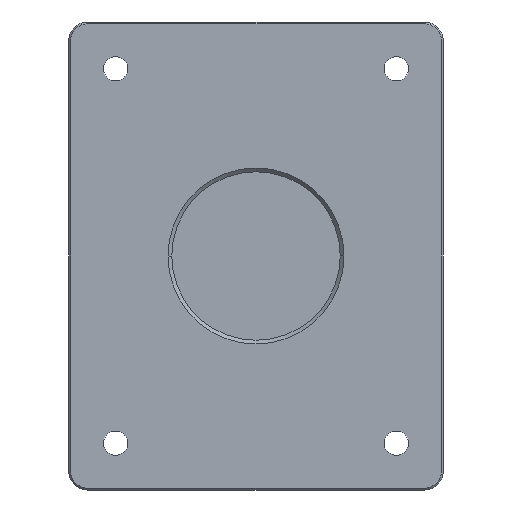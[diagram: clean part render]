
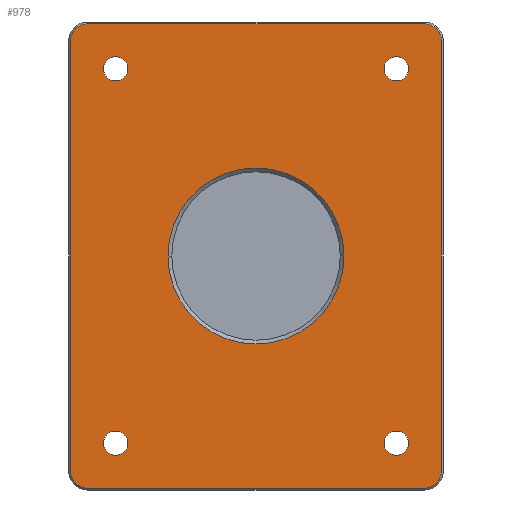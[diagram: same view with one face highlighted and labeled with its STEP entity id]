
A CAD part, front view. The second image highlights one B-rep face of the part: STEP entity #978.
In plain terms, the highlighted planar face has unit normal (0, -1, 0).
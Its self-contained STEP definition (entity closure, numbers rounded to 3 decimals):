
#30=CARTESIAN_POINT('',(-90.,0.,-115.));
#31=DIRECTION('',(0.,1.,0.));
#32=DIRECTION('',(0.,0.,-1.));
#33=AXIS2_PLACEMENT_3D('',#30,#31,#32);
#39=DIRECTION('',(0.,0.,1.));
#40=VECTOR('',#39,230.);
#41=CARTESIAN_POINT('',(-99.,0.,-115.));
#42=LINE('',#41,#40);
#46=CARTESIAN_POINT('',(-90.,0.,115.));
#47=DIRECTION('',(0.,1.,0.));
#48=DIRECTION('',(-1.,0.,0.));
#49=AXIS2_PLACEMENT_3D('',#46,#47,#48);
#54=DIRECTION('',(1.,0.,0.));
#55=VECTOR('',#54,180.);
#56=CARTESIAN_POINT('',(-90.,0.,124.));
#57=LINE('',#56,#55);
#61=CARTESIAN_POINT('',(90.,0.,115.));
#62=DIRECTION('',(0.,1.,0.));
#63=DIRECTION('',(0.,0.,1.));
#64=AXIS2_PLACEMENT_3D('',#61,#62,#63);
#69=DIRECTION('',(0.,0.,-1.));
#70=VECTOR('',#69,230.);
#71=CARTESIAN_POINT('',(99.,0.,115.));
#72=LINE('',#71,#70);
#76=CARTESIAN_POINT('',(90.,0.,-115.));
#77=DIRECTION('',(0.,1.,0.));
#78=DIRECTION('',(1.,0.,0.));
#79=AXIS2_PLACEMENT_3D('',#76,#77,#78);
#84=DIRECTION('',(-1.,0.,0.));
#85=VECTOR('',#84,180.);
#86=CARTESIAN_POINT('',(90.,0.,-124.));
#87=LINE('',#86,#85);
#91=CARTESIAN_POINT('',(-75.,0.,-100.));
#92=DIRECTION('',(0.,-1.,0.));
#93=DIRECTION('',(-1.,0.,0.));
#94=AXIS2_PLACEMENT_3D('',#91,#92,#93);
#99=CARTESIAN_POINT('',(-75.,0.,-100.));
#100=DIRECTION('',(0.,-1.,0.));
#101=DIRECTION('',(1.,0.,0.));
#102=AXIS2_PLACEMENT_3D('',#99,#100,#101);
#107=CARTESIAN_POINT('',(75.,0.,-100.));
#108=DIRECTION('',(0.,-1.,0.));
#109=DIRECTION('',(-1.,0.,0.));
#110=AXIS2_PLACEMENT_3D('',#107,#108,#109);
#115=CARTESIAN_POINT('',(75.,0.,-100.));
#116=DIRECTION('',(0.,-1.,0.));
#117=DIRECTION('',(1.,0.,0.));
#118=AXIS2_PLACEMENT_3D('',#115,#116,#117);
#123=CARTESIAN_POINT('',(75.,0.,100.));
#124=DIRECTION('',(0.,-1.,0.));
#125=DIRECTION('',(-1.,0.,0.));
#126=AXIS2_PLACEMENT_3D('',#123,#124,#125);
#131=CARTESIAN_POINT('',(75.,0.,100.));
#132=DIRECTION('',(0.,-1.,0.));
#133=DIRECTION('',(1.,0.,0.));
#134=AXIS2_PLACEMENT_3D('',#131,#132,#133);
#139=CARTESIAN_POINT('',(-75.,0.,100.));
#140=DIRECTION('',(0.,-1.,0.));
#141=DIRECTION('',(-1.,0.,0.));
#142=AXIS2_PLACEMENT_3D('',#139,#140,#141);
#147=CARTESIAN_POINT('',(-75.,0.,100.));
#148=DIRECTION('',(0.,-1.,0.));
#149=DIRECTION('',(1.,0.,0.));
#150=AXIS2_PLACEMENT_3D('',#147,#148,#149);
#155=CARTESIAN_POINT('',(0.,0.,0.));
#156=DIRECTION('',(0.,-1.,0.));
#157=DIRECTION('',(-1.,0.,0.));
#158=AXIS2_PLACEMENT_3D('',#155,#156,#157);
#163=CARTESIAN_POINT('',(0.,0.,0.));
#164=DIRECTION('',(0.,-1.,0.));
#165=DIRECTION('',(0.,0.,-1.));
#166=AXIS2_PLACEMENT_3D('',#163,#164,#165);
#171=CARTESIAN_POINT('',(0.,0.,0.));
#172=DIRECTION('',(0.,-1.,0.));
#173=DIRECTION('',(1.,0.,0.));
#174=AXIS2_PLACEMENT_3D('',#171,#172,#173);
#179=CARTESIAN_POINT('',(0.,0.,0.));
#180=DIRECTION('',(0.,-1.,0.));
#181=DIRECTION('',(0.,0.,1.));
#182=AXIS2_PLACEMENT_3D('',#179,#180,#181);
#793=CARTESIAN_POINT('',(-90.,0.,-124.));
#794=CARTESIAN_POINT('',(-99.,0.,-115.));
#795=VERTEX_POINT('',#793);
#796=VERTEX_POINT('',#794);
#797=CARTESIAN_POINT('',(-99.,0.,115.));
#798=VERTEX_POINT('',#797);
#799=CARTESIAN_POINT('',(-90.,0.,124.));
#800=VERTEX_POINT('',#799);
#801=CARTESIAN_POINT('',(90.,0.,124.));
#802=VERTEX_POINT('',#801);
#803=CARTESIAN_POINT('',(99.,0.,115.));
#804=VERTEX_POINT('',#803);
#805=CARTESIAN_POINT('',(99.,0.,-115.));
#806=VERTEX_POINT('',#805);
#807=CARTESIAN_POINT('',(90.,0.,-124.));
#808=VERTEX_POINT('',#807);
#809=CARTESIAN_POINT('',(-81.5,0.,-100.));
#810=CARTESIAN_POINT('',(-68.5,0.,-100.));
#811=VERTEX_POINT('',#809);
#812=VERTEX_POINT('',#810);
#813=CARTESIAN_POINT('',(68.5,0.,-100.));
#814=CARTESIAN_POINT('',(81.5,0.,-100.));
#815=VERTEX_POINT('',#813);
#816=VERTEX_POINT('',#814);
#817=CARTESIAN_POINT('',(68.5,0.,100.));
#818=CARTESIAN_POINT('',(81.5,0.,100.));
#819=VERTEX_POINT('',#817);
#820=VERTEX_POINT('',#818);
#821=CARTESIAN_POINT('',(-81.5,0.,100.));
#822=CARTESIAN_POINT('',(-68.5,0.,100.));
#823=VERTEX_POINT('',#821);
#824=VERTEX_POINT('',#822);
#825=CARTESIAN_POINT('',(0.,0.,-47.));
#826=CARTESIAN_POINT('',(47.,0.,0.));
#827=VERTEX_POINT('',#825);
#828=VERTEX_POINT('',#826);
#829=CARTESIAN_POINT('',(-47.,0.,0.));
#830=VERTEX_POINT('',#829);
#831=CARTESIAN_POINT('',(0.,0.,47.));
#832=VERTEX_POINT('',#831);
#921=CARTESIAN_POINT('',(0.,0.,0.));
#922=DIRECTION('',(0.,1.,0.));
#923=DIRECTION('',(1.,0.,0.));
#924=AXIS2_PLACEMENT_3D('',#921,#922,#923);
#925=PLANE('',#924);
#927=ORIENTED_EDGE('',*,*,#926,.T.);
#929=ORIENTED_EDGE('',*,*,#928,.T.);
#931=ORIENTED_EDGE('',*,*,#930,.T.);
#933=ORIENTED_EDGE('',*,*,#932,.T.);
#935=ORIENTED_EDGE('',*,*,#934,.T.);
#937=ORIENTED_EDGE('',*,*,#936,.T.);
#939=ORIENTED_EDGE('',*,*,#938,.T.);
#941=ORIENTED_EDGE('',*,*,#940,.T.);
#942=EDGE_LOOP('',(#927,#929,#931,#933,#935,#937,#939,#941));
#943=FACE_OUTER_BOUND('',#942,.F.);
#945=ORIENTED_EDGE('',*,*,#944,.T.);
#947=ORIENTED_EDGE('',*,*,#946,.T.);
#948=EDGE_LOOP('',(#945,#947));
#949=FACE_BOUND('',#948,.F.);
#951=ORIENTED_EDGE('',*,*,#950,.T.);
#953=ORIENTED_EDGE('',*,*,#952,.T.);
#954=EDGE_LOOP('',(#951,#953));
#955=FACE_BOUND('',#954,.F.);
#957=ORIENTED_EDGE('',*,*,#956,.T.);
#959=ORIENTED_EDGE('',*,*,#958,.T.);
#960=EDGE_LOOP('',(#957,#959));
#961=FACE_BOUND('',#960,.F.);
#963=ORIENTED_EDGE('',*,*,#962,.T.);
#965=ORIENTED_EDGE('',*,*,#964,.T.);
#966=EDGE_LOOP('',(#963,#965));
#967=FACE_BOUND('',#966,.F.);
#969=ORIENTED_EDGE('',*,*,#968,.T.);
#971=ORIENTED_EDGE('',*,*,#970,.T.);
#973=ORIENTED_EDGE('',*,*,#972,.T.);
#975=ORIENTED_EDGE('',*,*,#974,.T.);
#976=EDGE_LOOP('',(#969,#971,#973,#975));
#977=FACE_BOUND('',#976,.F.);
#34=CIRCLE('',#33,9.);
#50=CIRCLE('',#49,9.);
#65=CIRCLE('',#64,9.);
#80=CIRCLE('',#79,9.);
#95=CIRCLE('',#94,6.5);
#103=CIRCLE('',#102,6.5);
#111=CIRCLE('',#110,6.5);
#119=CIRCLE('',#118,6.5);
#127=CIRCLE('',#126,6.5);
#135=CIRCLE('',#134,6.5);
#143=CIRCLE('',#142,6.5);
#151=CIRCLE('',#150,6.5);
#159=CIRCLE('',#158,47.);
#167=CIRCLE('',#166,47.);
#175=CIRCLE('',#174,47.);
#183=CIRCLE('',#182,47.);
#926=EDGE_CURVE('',#795,#796,#34,.T.);
#928=EDGE_CURVE('',#796,#798,#42,.T.);
#930=EDGE_CURVE('',#798,#800,#50,.T.);
#932=EDGE_CURVE('',#800,#802,#57,.T.);
#934=EDGE_CURVE('',#802,#804,#65,.T.);
#936=EDGE_CURVE('',#804,#806,#72,.T.);
#938=EDGE_CURVE('',#806,#808,#80,.T.);
#940=EDGE_CURVE('',#808,#795,#87,.T.);
#944=EDGE_CURVE('',#811,#812,#95,.T.);
#946=EDGE_CURVE('',#812,#811,#103,.T.);
#950=EDGE_CURVE('',#815,#816,#111,.T.);
#952=EDGE_CURVE('',#816,#815,#119,.T.);
#956=EDGE_CURVE('',#819,#820,#127,.T.);
#958=EDGE_CURVE('',#820,#819,#135,.T.);
#962=EDGE_CURVE('',#823,#824,#143,.T.);
#964=EDGE_CURVE('',#824,#823,#151,.T.);
#968=EDGE_CURVE('',#830,#827,#159,.T.);
#970=EDGE_CURVE('',#827,#828,#167,.T.);
#972=EDGE_CURVE('',#828,#832,#175,.T.);
#974=EDGE_CURVE('',#832,#830,#183,.T.);
#978=ADVANCED_FACE('',(#943,#949,#955,#961,#967,#977),#925,.F.);
